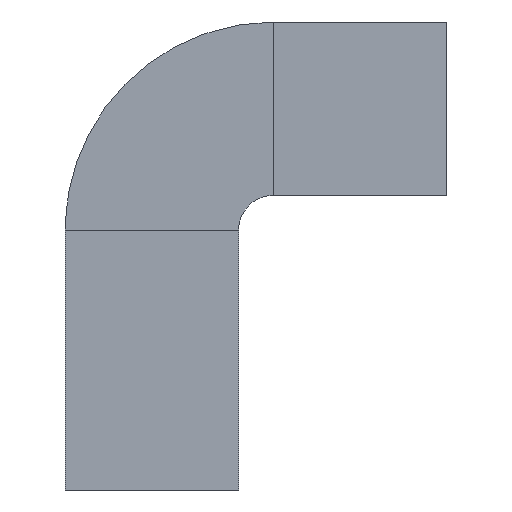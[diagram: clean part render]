
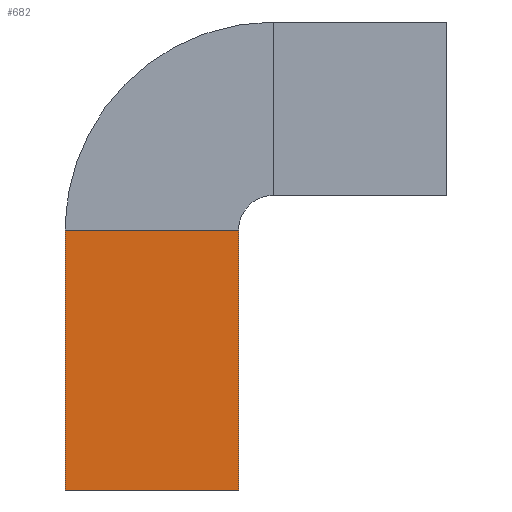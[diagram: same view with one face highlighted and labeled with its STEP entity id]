
A CAD part, front view. The second image highlights one B-rep face of the part: STEP entity #682.
In plain terms, the highlighted free-form (B-spline) face has degree [1, 1] with [2, 2] control points.
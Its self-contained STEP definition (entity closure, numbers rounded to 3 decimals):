
#310 = B_SPLINE_SURFACE_WITH_KNOTS('',1,1,(
    (#311,#312)
    ,(#313,#314
    )),.UNSPECIFIED.,.F.,.F.,.F.,(2,2),(2,2),(-12.055,
    0.055),(-0.055,12.055),
  .PIECEWISE_BEZIER_KNOTS.);
#311 = CARTESIAN_POINT('',(-0.051,-0.025,
    -0.001));
#312 = CARTESIAN_POINT('',(-0.051,-0.025,0.121)
  );
#313 = CARTESIAN_POINT('',(0.071,-0.025,
    -0.001));
#314 = CARTESIAN_POINT('',(0.071,-0.025,0.121));
#328 = VERTEX_POINT('',#329);
#329 = CARTESIAN_POINT('',(-0.05,-0.025,0.));
#387 = B_SPLINE_SURFACE_WITH_KNOTS('',1,1,(
    (#388,#389)
    ,(#390,#391
    )),.UNSPECIFIED.,.F.,.F.,.F.,(2,2),(2,2),(0.,15.),(-5.,0.),
  .PIECEWISE_BEZIER_KNOTS.);
#388 = CARTESIAN_POINT('',(-0.05,0.025,-0.15));
#389 = CARTESIAN_POINT('',(-0.05,-0.025,-0.15));
#390 = CARTESIAN_POINT('',(-0.05,0.025,0.));
#391 = CARTESIAN_POINT('',(-0.05,-0.025,0.));
#453 = VERTEX_POINT('',#454);
#454 = CARTESIAN_POINT('',(0.05,-0.025,0.));
#490 = B_SPLINE_SURFACE_WITH_KNOTS('',1,1,(
    (#491,#492)
    ,(#493,#494
    )),.UNSPECIFIED.,.F.,.F.,.F.,(2,2),(2,2),(0.,15.),(-5.,0.),
  .PIECEWISE_BEZIER_KNOTS.);
#491 = CARTESIAN_POINT('',(0.05,0.025,-0.15));
#492 = CARTESIAN_POINT('',(0.05,-0.025,-0.15));
#493 = CARTESIAN_POINT('',(0.05,0.025,0.));
#494 = CARTESIAN_POINT('',(0.05,-0.025,0.));
#507 = EDGE_CURVE('',#328,#453,#508,.T.);
#508 = SURFACE_CURVE('',#509,(#512,#518),.PCURVE_S1.);
#509 = B_SPLINE_CURVE_WITH_KNOTS('',1,(#510,#511),.UNSPECIFIED.,.F.,.F.,
  (2,2),(0.,10.),.PIECEWISE_BEZIER_KNOTS.);
#510 = CARTESIAN_POINT('',(-0.05,-0.025,0.));
#511 = CARTESIAN_POINT('',(0.05,-0.025,0.));
#512 = PCURVE('',#310,#513);
#513 = DEFINITIONAL_REPRESENTATION('',(#514),#517);
#514 = B_SPLINE_CURVE_WITH_KNOTS('',1,(#515,#516),.UNSPECIFIED.,.F.,.F.,
  (2,2),(0.,10.),.PIECEWISE_BEZIER_KNOTS.);
#515 = CARTESIAN_POINT('',(-12.,0.));
#516 = CARTESIAN_POINT('',(-2.,0.));
#517 = ( GEOMETRIC_REPRESENTATION_CONTEXT(2) 
PARAMETRIC_REPRESENTATION_CONTEXT() REPRESENTATION_CONTEXT('2D SPACE',''
  ) );
#518 = PCURVE('',#519,#524);
#519 = B_SPLINE_SURFACE_WITH_KNOTS('',1,1,(
    (#520,#521)
    ,(#522,#523
    )),.UNSPECIFIED.,.F.,.F.,.F.,(2,2),(2,2),(0.,15.),(0.,10.),
  .PIECEWISE_BEZIER_KNOTS.);
#520 = CARTESIAN_POINT('',(-0.05,-0.025,-0.15));
#521 = CARTESIAN_POINT('',(0.05,-0.025,-0.15));
#522 = CARTESIAN_POINT('',(-0.05,-0.025,0.));
#523 = CARTESIAN_POINT('',(0.05,-0.025,0.));
#524 = DEFINITIONAL_REPRESENTATION('',(#525),#528);
#525 = B_SPLINE_CURVE_WITH_KNOTS('',1,(#526,#527),.UNSPECIFIED.,.F.,.F.,
  (2,2),(0.,10.),.PIECEWISE_BEZIER_KNOTS.);
#526 = CARTESIAN_POINT('',(15.,0.));
#527 = CARTESIAN_POINT('',(15.,10.));
#528 = ( GEOMETRIC_REPRESENTATION_CONTEXT(2) 
PARAMETRIC_REPRESENTATION_CONTEXT() REPRESENTATION_CONTEXT('2D SPACE',''
  ) );
#533 = EDGE_CURVE('',#534,#328,#536,.T.);
#534 = VERTEX_POINT('',#535);
#535 = CARTESIAN_POINT('',(-0.05,-0.025,-0.15));
#536 = SURFACE_CURVE('',#537,(#540,#546),.PCURVE_S1.);
#537 = B_SPLINE_CURVE_WITH_KNOTS('',1,(#538,#539),.UNSPECIFIED.,.F.,.F.,
  (2,2),(0.,15.),.PIECEWISE_BEZIER_KNOTS.);
#538 = CARTESIAN_POINT('',(-0.05,-0.025,-0.15));
#539 = CARTESIAN_POINT('',(-0.05,-0.025,0.));
#540 = PCURVE('',#387,#541);
#541 = DEFINITIONAL_REPRESENTATION('',(#542),#545);
#542 = B_SPLINE_CURVE_WITH_KNOTS('',1,(#543,#544),.UNSPECIFIED.,.F.,.F.,
  (2,2),(0.,15.),.PIECEWISE_BEZIER_KNOTS.);
#543 = CARTESIAN_POINT('',(0.,0.));
#544 = CARTESIAN_POINT('',(15.,0.));
#545 = ( GEOMETRIC_REPRESENTATION_CONTEXT(2) 
PARAMETRIC_REPRESENTATION_CONTEXT() REPRESENTATION_CONTEXT('2D SPACE',''
  ) );
#546 = PCURVE('',#519,#547);
#547 = DEFINITIONAL_REPRESENTATION('',(#548),#551);
#548 = B_SPLINE_CURVE_WITH_KNOTS('',1,(#549,#550),.UNSPECIFIED.,.F.,.F.,
  (2,2),(0.,15.),.PIECEWISE_BEZIER_KNOTS.);
#549 = CARTESIAN_POINT('',(0.,0.));
#550 = CARTESIAN_POINT('',(15.,0.));
#551 = ( GEOMETRIC_REPRESENTATION_CONTEXT(2) 
PARAMETRIC_REPRESENTATION_CONTEXT() REPRESENTATION_CONTEXT('2D SPACE',''
  ) );
#567 = B_SPLINE_SURFACE_WITH_KNOTS('',1,1,(
    (#568,#569)
    ,(#570,#571
  )),.UNSPECIFIED.,.F.,.F.,.F.,(2,2),(2,2),(0.,10.),(0.,5.),
  .PIECEWISE_BEZIER_KNOTS.);
#568 = CARTESIAN_POINT('',(-0.05,-0.025,-0.15));
#569 = CARTESIAN_POINT('',(-0.05,0.025,-0.15));
#570 = CARTESIAN_POINT('',(0.05,-0.025,-0.15));
#571 = CARTESIAN_POINT('',(0.05,0.025,-0.15));
#643 = EDGE_CURVE('',#644,#453,#646,.T.);
#644 = VERTEX_POINT('',#645);
#645 = CARTESIAN_POINT('',(0.05,-0.025,-0.15));
#646 = SURFACE_CURVE('',#647,(#650,#656),.PCURVE_S1.);
#647 = B_SPLINE_CURVE_WITH_KNOTS('',1,(#648,#649),.UNSPECIFIED.,.F.,.F.,
  (2,2),(0.,15.),.PIECEWISE_BEZIER_KNOTS.);
#648 = CARTESIAN_POINT('',(0.05,-0.025,-0.15));
#649 = CARTESIAN_POINT('',(0.05,-0.025,0.));
#650 = PCURVE('',#490,#651);
#651 = DEFINITIONAL_REPRESENTATION('',(#652),#655);
#652 = B_SPLINE_CURVE_WITH_KNOTS('',1,(#653,#654),.UNSPECIFIED.,.F.,.F.,
  (2,2),(0.,15.),.PIECEWISE_BEZIER_KNOTS.);
#653 = CARTESIAN_POINT('',(0.,0.));
#654 = CARTESIAN_POINT('',(15.,0.));
#655 = ( GEOMETRIC_REPRESENTATION_CONTEXT(2) 
PARAMETRIC_REPRESENTATION_CONTEXT() REPRESENTATION_CONTEXT('2D SPACE',''
  ) );
#656 = PCURVE('',#519,#657);
#657 = DEFINITIONAL_REPRESENTATION('',(#658),#661);
#658 = B_SPLINE_CURVE_WITH_KNOTS('',1,(#659,#660),.UNSPECIFIED.,.F.,.F.,
  (2,2),(0.,15.),.PIECEWISE_BEZIER_KNOTS.);
#659 = CARTESIAN_POINT('',(0.,10.));
#660 = CARTESIAN_POINT('',(15.,10.));
#661 = ( GEOMETRIC_REPRESENTATION_CONTEXT(2) 
PARAMETRIC_REPRESENTATION_CONTEXT() REPRESENTATION_CONTEXT('2D SPACE',''
  ) );
#682 = ADVANCED_FACE('',(#683),#519,.F.);
#683 = FACE_BOUND('',#684,.F.);
#684 = EDGE_LOOP('',(#685,#703,#704,#705));
#685 = ORIENTED_EDGE('',*,*,#686,.F.);
#686 = EDGE_CURVE('',#534,#644,#687,.T.);
#687 = SURFACE_CURVE('',#688,(#691,#697),.PCURVE_S1.);
#688 = B_SPLINE_CURVE_WITH_KNOTS('',1,(#689,#690),.UNSPECIFIED.,.F.,.F.,
  (2,2),(0.,10.),.PIECEWISE_BEZIER_KNOTS.);
#689 = CARTESIAN_POINT('',(-0.05,-0.025,-0.15));
#690 = CARTESIAN_POINT('',(0.05,-0.025,-0.15));
#691 = PCURVE('',#519,#692);
#692 = DEFINITIONAL_REPRESENTATION('',(#693),#696);
#693 = B_SPLINE_CURVE_WITH_KNOTS('',1,(#694,#695),.UNSPECIFIED.,.F.,.F.,
  (2,2),(0.,10.),.PIECEWISE_BEZIER_KNOTS.);
#694 = CARTESIAN_POINT('',(0.,0.));
#695 = CARTESIAN_POINT('',(0.,10.));
#696 = ( GEOMETRIC_REPRESENTATION_CONTEXT(2) 
PARAMETRIC_REPRESENTATION_CONTEXT() REPRESENTATION_CONTEXT('2D SPACE',''
  ) );
#697 = PCURVE('',#567,#698);
#698 = DEFINITIONAL_REPRESENTATION('',(#699),#702);
#699 = B_SPLINE_CURVE_WITH_KNOTS('',1,(#700,#701),.UNSPECIFIED.,.F.,.F.,
  (2,2),(0.,10.),.PIECEWISE_BEZIER_KNOTS.);
#700 = CARTESIAN_POINT('',(0.,0.));
#701 = CARTESIAN_POINT('',(10.,0.));
#702 = ( GEOMETRIC_REPRESENTATION_CONTEXT(2) 
PARAMETRIC_REPRESENTATION_CONTEXT() REPRESENTATION_CONTEXT('2D SPACE',''
  ) );
#703 = ORIENTED_EDGE('',*,*,#533,.T.);
#704 = ORIENTED_EDGE('',*,*,#507,.T.);
#705 = ORIENTED_EDGE('',*,*,#643,.F.);
